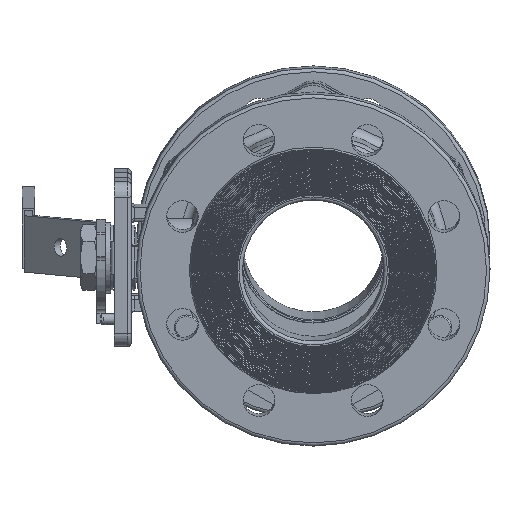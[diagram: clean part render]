
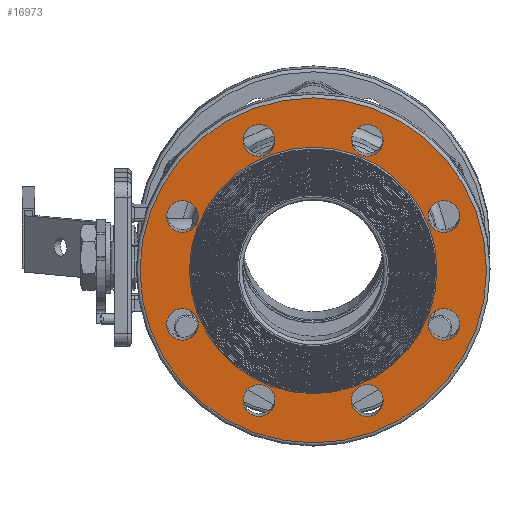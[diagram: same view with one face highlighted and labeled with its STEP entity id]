
A CAD part, left-side view. The second image highlights one B-rep face of the part: STEP entity #16973.
In plain terms, the highlighted face is planar.
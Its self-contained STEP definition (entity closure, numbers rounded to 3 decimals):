
#521=PLANE('',#18278);
#1091=CIRCLE('',#18279,70.);
#1092=CIRCLE('',#18280,9.);
#1093=CIRCLE('',#18281,9.);
#1094=CIRCLE('',#18282,9.);
#1095=CIRCLE('',#18283,9.);
#1096=CIRCLE('',#18284,9.);
#1097=CIRCLE('',#18285,9.);
#1098=CIRCLE('',#18286,9.);
#1099=CIRCLE('',#18287,9.);
#1100=CIRCLE('',#18288,98.);
#4047=ORIENTED_EDGE('',*,*,#8079,.T.);
#4048=ORIENTED_EDGE('',*,*,#8080,.F.);
#4049=ORIENTED_EDGE('',*,*,#8081,.F.);
#4050=ORIENTED_EDGE('',*,*,#8082,.F.);
#4051=ORIENTED_EDGE('',*,*,#8083,.F.);
#4052=ORIENTED_EDGE('',*,*,#8084,.F.);
#4053=ORIENTED_EDGE('',*,*,#8085,.F.);
#4054=ORIENTED_EDGE('',*,*,#8086,.F.);
#4055=ORIENTED_EDGE('',*,*,#8087,.F.);
#4056=ORIENTED_EDGE('',*,*,#8088,.T.);
#8079=EDGE_CURVE('',#10115,#10115,#1091,.T.);
#8080=EDGE_CURVE('',#10116,#10116,#1092,.T.);
#8081=EDGE_CURVE('',#10117,#10117,#1093,.T.);
#8082=EDGE_CURVE('',#10118,#10118,#1094,.T.);
#8083=EDGE_CURVE('',#10119,#10119,#1095,.T.);
#8084=EDGE_CURVE('',#10120,#10120,#1096,.T.);
#8085=EDGE_CURVE('',#10121,#10121,#1097,.T.);
#8086=EDGE_CURVE('',#10122,#10122,#1098,.T.);
#8087=EDGE_CURVE('',#10123,#10123,#1099,.T.);
#8088=EDGE_CURVE('',#10124,#10124,#1100,.T.);
#10115=VERTEX_POINT('',#54123);
#10116=VERTEX_POINT('',#54125);
#10117=VERTEX_POINT('',#54127);
#10118=VERTEX_POINT('',#54129);
#10119=VERTEX_POINT('',#54131);
#10120=VERTEX_POINT('',#54133);
#10121=VERTEX_POINT('',#54135);
#10122=VERTEX_POINT('',#54137);
#10123=VERTEX_POINT('',#54139);
#10124=VERTEX_POINT('',#54141);
#13903=EDGE_LOOP('',(#4047));
#13904=EDGE_LOOP('',(#4048));
#13905=EDGE_LOOP('',(#4049));
#13906=EDGE_LOOP('',(#4050));
#13907=EDGE_LOOP('',(#4051));
#13908=EDGE_LOOP('',(#4052));
#13909=EDGE_LOOP('',(#4053));
#13910=EDGE_LOOP('',(#4054));
#13911=EDGE_LOOP('',(#4055));
#13912=EDGE_LOOP('',(#4056));
#15369=FACE_BOUND('',#13903,.T.);
#15370=FACE_BOUND('',#13904,.T.);
#15371=FACE_BOUND('',#13905,.T.);
#15372=FACE_BOUND('',#13906,.T.);
#15373=FACE_BOUND('',#13907,.T.);
#15374=FACE_BOUND('',#13908,.T.);
#15375=FACE_BOUND('',#13909,.T.);
#15376=FACE_BOUND('',#13910,.T.);
#15377=FACE_BOUND('',#13911,.T.);
#15378=FACE_BOUND('',#13912,.T.);
#16973=ADVANCED_FACE('',(#15369,#15370,#15371,#15372,#15373,#15374,#15375,
#15376,#15377,#15378),#521,.T.);
#18278=AXIS2_PLACEMENT_3D('',#54121,#20929,#20930);
#18279=AXIS2_PLACEMENT_3D('',#54122,#20931,#20932);
#18280=AXIS2_PLACEMENT_3D('',#54124,#20933,#20934);
#18281=AXIS2_PLACEMENT_3D('',#54126,#20935,#20936);
#18282=AXIS2_PLACEMENT_3D('',#54128,#20937,#20938);
#18283=AXIS2_PLACEMENT_3D('',#54130,#20939,#20940);
#18284=AXIS2_PLACEMENT_3D('',#54132,#20941,#20942);
#18285=AXIS2_PLACEMENT_3D('',#54134,#20943,#20944);
#18286=AXIS2_PLACEMENT_3D('',#54136,#20945,#20946);
#18287=AXIS2_PLACEMENT_3D('',#54138,#20947,#20948);
#18288=AXIS2_PLACEMENT_3D('',#54140,#20949,#20950);
#20929=DIRECTION('',(-1.,0.,0.));
#20930=DIRECTION('',(0.,0.,1.));
#20931=DIRECTION('',(1.,0.,0.));
#20932=DIRECTION('',(0.,0.,-1.));
#20933=DIRECTION('',(-1.,0.,0.));
#20934=DIRECTION('',(0.,0.,1.));
#20935=DIRECTION('',(-1.,0.,0.));
#20936=DIRECTION('',(0.,-0.707,0.707));
#20937=DIRECTION('',(-1.,0.,0.));
#20938=DIRECTION('',(0.,-1.,0.));
#20939=DIRECTION('',(-1.,0.,0.));
#20940=DIRECTION('',(0.,-0.707,-0.707));
#20941=DIRECTION('',(-1.,0.,0.));
#20942=DIRECTION('',(0.,0.,-1.));
#20943=DIRECTION('',(-1.,0.,0.));
#20944=DIRECTION('',(0.,0.707,-0.707));
#20945=DIRECTION('',(-1.,0.,0.));
#20946=DIRECTION('',(0.,1.,0.));
#20947=DIRECTION('',(-1.,0.,0.));
#20948=DIRECTION('',(0.,0.707,0.707));
#20949=DIRECTION('',(-1.,0.,0.));
#20950=DIRECTION('',(0.,0.,1.));
#54121=CARTESIAN_POINT('',(-110.,-100.,0.));
#54122=CARTESIAN_POINT('',(-110.,0.,0.));
#54123=CARTESIAN_POINT('',(-110.,0.,-70.));
#54124=CARTESIAN_POINT('',(-110.,73.91,30.615));
#54125=CARTESIAN_POINT('',(-110.,73.91,39.615));
#54126=CARTESIAN_POINT('',(-110.,30.615,73.91));
#54127=CARTESIAN_POINT('',(-110.,24.251,80.274));
#54128=CARTESIAN_POINT('',(-110.,-30.615,73.91));
#54129=CARTESIAN_POINT('',(-110.,-39.615,73.91));
#54130=CARTESIAN_POINT('',(-110.,-73.91,30.615));
#54131=CARTESIAN_POINT('',(-110.,-80.274,24.251));
#54132=CARTESIAN_POINT('',(-110.,-73.91,-30.615));
#54133=CARTESIAN_POINT('',(-110.,-73.91,-39.615));
#54134=CARTESIAN_POINT('',(-110.,-30.615,-73.91));
#54135=CARTESIAN_POINT('',(-110.,-24.251,-80.274));
#54136=CARTESIAN_POINT('',(-110.,30.615,-73.91));
#54137=CARTESIAN_POINT('',(-110.,39.615,-73.91));
#54138=CARTESIAN_POINT('',(-110.,73.91,-30.615));
#54139=CARTESIAN_POINT('',(-110.,80.274,-24.251));
#54140=CARTESIAN_POINT('',(-110.,0.,0.));
#54141=CARTESIAN_POINT('',(-110.,0.,98.));
